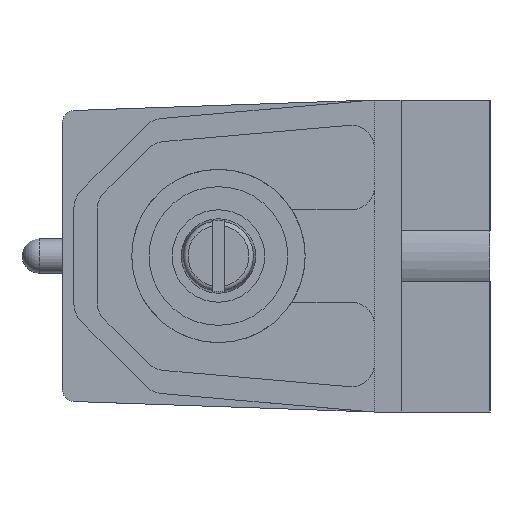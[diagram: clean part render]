
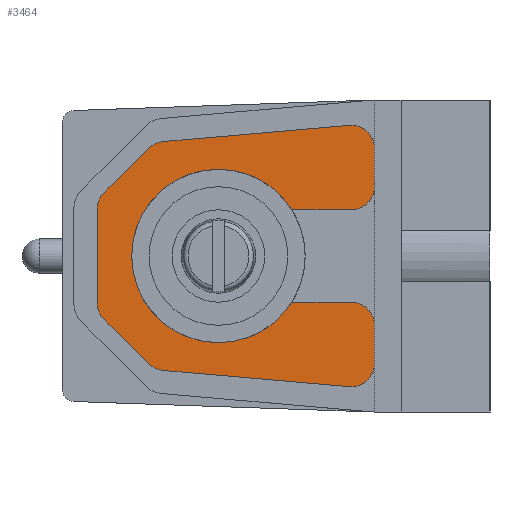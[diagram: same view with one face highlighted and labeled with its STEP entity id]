
A CAD part, left-side view. The second image highlights one B-rep face of the part: STEP entity #3464.
In plain terms, the highlighted planar face has unit normal (-1, 0, 0).
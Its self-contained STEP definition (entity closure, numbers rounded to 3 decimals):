
#169=CIRCLE('',#3679,2.);
#170=CIRCLE('',#3682,2.);
#171=CIRCLE('',#3685,2.);
#172=CIRCLE('',#3688,2.);
#173=CIRCLE('',#3690,2.);
#175=CIRCLE('',#3693,2.);
#177=CIRCLE('',#3696,2.);
#178=CIRCLE('',#3698,2.);
#179=CIRCLE('',#3700,7.5);
#788=ORIENTED_EDGE('',*,*,#1237,.F.);
#789=ORIENTED_EDGE('',*,*,#1014,.F.);
#790=ORIENTED_EDGE('',*,*,#1233,.F.);
#791=ORIENTED_EDGE('',*,*,#1117,.F.);
#792=ORIENTED_EDGE('',*,*,#1231,.F.);
#793=ORIENTED_EDGE('',*,*,#1213,.F.);
#794=ORIENTED_EDGE('',*,*,#1230,.F.);
#795=ORIENTED_EDGE('',*,*,#1228,.F.);
#796=ORIENTED_EDGE('',*,*,#1226,.F.);
#797=ORIENTED_EDGE('',*,*,#1224,.F.);
#798=ORIENTED_EDGE('',*,*,#1222,.F.);
#799=ORIENTED_EDGE('',*,*,#1220,.F.);
#800=ORIENTED_EDGE('',*,*,#1218,.F.);
#801=ORIENTED_EDGE('',*,*,#1216,.F.);
#802=ORIENTED_EDGE('',*,*,#1236,.F.);
#803=ORIENTED_EDGE('',*,*,#1112,.F.);
#804=ORIENTED_EDGE('',*,*,#1235,.F.);
#805=ORIENTED_EDGE('',*,*,#1016,.F.);
#1014=EDGE_CURVE('',#1362,#1360,#1585,.T.);
#1016=EDGE_CURVE('',#1363,#1365,#1587,.T.);
#1112=EDGE_CURVE('',#1437,#1438,#1662,.T.);
#1117=EDGE_CURVE('',#1439,#1440,#1667,.T.);
#1213=EDGE_CURVE('',#1483,#1484,#1729,.T.);
#1216=EDGE_CURVE('',#1485,#1486,#1732,.T.);
#1218=EDGE_CURVE('',#1486,#1487,#169,.T.);
#1220=EDGE_CURVE('',#1487,#1488,#1735,.T.);
#1222=EDGE_CURVE('',#1488,#1489,#170,.T.);
#1224=EDGE_CURVE('',#1489,#1490,#1738,.T.);
#1226=EDGE_CURVE('',#1490,#1491,#171,.T.);
#1228=EDGE_CURVE('',#1491,#1492,#1741,.T.);
#1230=EDGE_CURVE('',#1492,#1483,#172,.T.);
#1231=EDGE_CURVE('',#1484,#1439,#173,.T.);
#1233=EDGE_CURVE('',#1440,#1362,#175,.T.);
#1235=EDGE_CURVE('',#1365,#1437,#177,.T.);
#1236=EDGE_CURVE('',#1438,#1485,#178,.T.);
#1237=EDGE_CURVE('',#1360,#1363,#179,.F.);
#1360=VERTEX_POINT('',#4696);
#1362=VERTEX_POINT('',#4700);
#1363=VERTEX_POINT('',#4704);
#1365=VERTEX_POINT('',#4707);
#1437=VERTEX_POINT('',#4893);
#1438=VERTEX_POINT('',#4895);
#1439=VERTEX_POINT('',#4900);
#1440=VERTEX_POINT('',#4902);
#1483=VERTEX_POINT('',#5096);
#1484=VERTEX_POINT('',#5098);
#1485=VERTEX_POINT('',#5102);
#1486=VERTEX_POINT('',#5104);
#1487=VERTEX_POINT('',#5108);
#1488=VERTEX_POINT('',#5112);
#1489=VERTEX_POINT('',#5116);
#1490=VERTEX_POINT('',#5120);
#1491=VERTEX_POINT('',#5124);
#1492=VERTEX_POINT('',#5128);
#1585=LINE('',#4701,#1815);
#1587=LINE('',#4706,#1817);
#1662=LINE('',#4894,#1892);
#1667=LINE('',#4901,#1897);
#1729=LINE('',#5097,#1959);
#1732=LINE('',#5103,#1962);
#1735=LINE('',#5111,#1965);
#1738=LINE('',#5119,#1968);
#1741=LINE('',#5127,#1971);
#1815=VECTOR('',#3907,1000.);
#1817=VECTOR('',#3911,1000.);
#1892=VECTOR('',#4066,1000.);
#1897=VECTOR('',#4071,1000.);
#1959=VECTOR('',#4313,1000.);
#1962=VECTOR('',#4318,1000.);
#1965=VECTOR('',#4327,1000.);
#1968=VECTOR('',#4336,1000.);
#1971=VECTOR('',#4345,1000.);
#2098=EDGE_LOOP('',(#788,#789,#790,#791,#792,#793,#794,#795,#796,#797,#798,
#799,#800,#801,#802,#803,#804,#805));
#2274=FACE_BOUND('',#2098,.T.);
#2398=PLANE('',#3699);
#3464=ADVANCED_FACE('',(#2274),#2398,.F.);
#3679=AXIS2_PLACEMENT_3D('',#5107,#4322,#4323);
#3682=AXIS2_PLACEMENT_3D('',#5115,#4331,#4332);
#3685=AXIS2_PLACEMENT_3D('',#5123,#4340,#4341);
#3688=AXIS2_PLACEMENT_3D('',#5131,#4349,#4350);
#3690=AXIS2_PLACEMENT_3D('',#5133,#4353,#4354);
#3693=AXIS2_PLACEMENT_3D('',#5136,#4359,#4360);
#3696=AXIS2_PLACEMENT_3D('',#5139,#4365,#4366);
#3698=AXIS2_PLACEMENT_3D('',#5141,#4369,#4370);
#3699=AXIS2_PLACEMENT_3D('',#5142,#4371,#4372);
#3700=AXIS2_PLACEMENT_3D('',#5143,#4373,#4374);
#3907=DIRECTION('',(0.,1.,0.));
#3911=DIRECTION('',(0.,-1.,0.));
#4066=DIRECTION('',(0.,0.,-1.));
#4071=DIRECTION('',(0.,0.,-1.));
#4313=DIRECTION('',(0.,-0.996,0.087));
#4318=DIRECTION('',(0.,0.996,0.087));
#4322=DIRECTION('',(1.,0.,0.));
#4323=DIRECTION('',(0.,0.,-1.));
#4327=DIRECTION('',(0.,0.707,0.707));
#4331=DIRECTION('',(1.,0.,0.));
#4332=DIRECTION('',(0.,0.,-1.));
#4336=DIRECTION('',(0.,0.,1.));
#4340=DIRECTION('',(1.,0.,0.));
#4341=DIRECTION('',(0.,0.,-1.));
#4345=DIRECTION('',(0.,-0.707,0.707));
#4349=DIRECTION('',(1.,0.,0.));
#4350=DIRECTION('',(0.,0.,-1.));
#4353=DIRECTION('',(1.,0.,0.));
#4354=DIRECTION('',(0.,0.,-1.));
#4359=DIRECTION('',(1.,0.,0.));
#4360=DIRECTION('',(0.,0.,-1.));
#4365=DIRECTION('',(1.,0.,0.));
#4366=DIRECTION('',(0.,0.,-1.));
#4369=DIRECTION('',(1.,0.,0.));
#4370=DIRECTION('',(0.,0.,-1.));
#4371=DIRECTION('',(1.,0.,0.));
#4372=DIRECTION('',(0.,0.,-1.));
#4373=DIRECTION('',(1.,0.,0.));
#4374=DIRECTION('',(0.,0.,-1.));
#4696=CARTESIAN_POINT('',(22.,17.156,4.));
#4700=CARTESIAN_POINT('',(22.,12.,4.));
#4701=CARTESIAN_POINT('',(22.,12.,4.));
#4704=CARTESIAN_POINT('',(22.,17.156,-4.));
#4706=CARTESIAN_POINT('',(22.,23.5,-4.));
#4707=CARTESIAN_POINT('',(22.,12.,-4.));
#4893=CARTESIAN_POINT('',(22.,10.,-6.));
#4894=CARTESIAN_POINT('',(22.,10.,-6.));
#4895=CARTESIAN_POINT('',(22.,10.,-9.317));
#4900=CARTESIAN_POINT('',(22.,10.,9.317));
#4901=CARTESIAN_POINT('',(22.,10.,9.317));
#4902=CARTESIAN_POINT('',(22.,10.,6.));
#5096=CARTESIAN_POINT('',(22.,28.301,9.899));
#5097=CARTESIAN_POINT('',(22.,28.301,9.899));
#5098=CARTESIAN_POINT('',(22.,12.174,11.31));
#5102=CARTESIAN_POINT('',(22.,12.174,-11.31));
#5103=CARTESIAN_POINT('',(22.,12.174,-11.31));
#5104=CARTESIAN_POINT('',(22.,28.301,-9.899));
#5107=CARTESIAN_POINT('',(22.,28.126,-7.907));
#5108=CARTESIAN_POINT('',(22.,29.54,-9.321));
#5111=CARTESIAN_POINT('',(22.,29.54,-9.321));
#5112=CARTESIAN_POINT('',(22.,33.414,-5.447));
#5115=CARTESIAN_POINT('',(22.,32.,-4.033));
#5116=CARTESIAN_POINT('',(22.,34.,-4.033));
#5119=CARTESIAN_POINT('',(22.,34.,-4.033));
#5120=CARTESIAN_POINT('',(22.,34.,4.033));
#5123=CARTESIAN_POINT('',(22.,32.,4.033));
#5124=CARTESIAN_POINT('',(22.,33.414,5.447));
#5127=CARTESIAN_POINT('',(22.,33.414,5.447));
#5128=CARTESIAN_POINT('',(22.,29.54,9.321));
#5131=CARTESIAN_POINT('',(22.,28.126,7.907));
#5133=CARTESIAN_POINT('',(22.,12.,9.317));
#5136=CARTESIAN_POINT('',(22.,12.,6.));
#5139=CARTESIAN_POINT('',(22.,12.,-6.));
#5141=CARTESIAN_POINT('',(22.,12.,-9.317));
#5142=CARTESIAN_POINT('',(22.,12.,9.317));
#5143=CARTESIAN_POINT('',(22.,23.5,0.));
